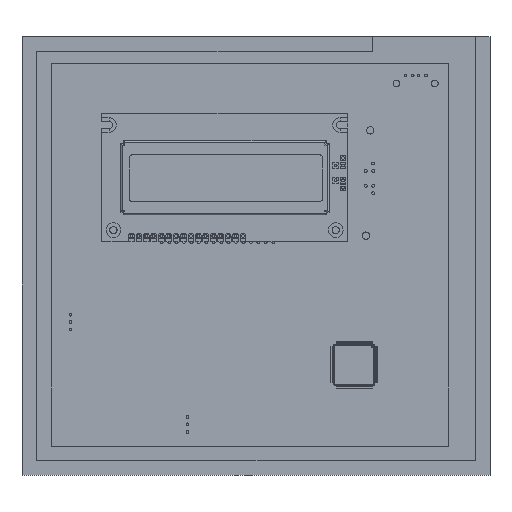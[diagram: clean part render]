
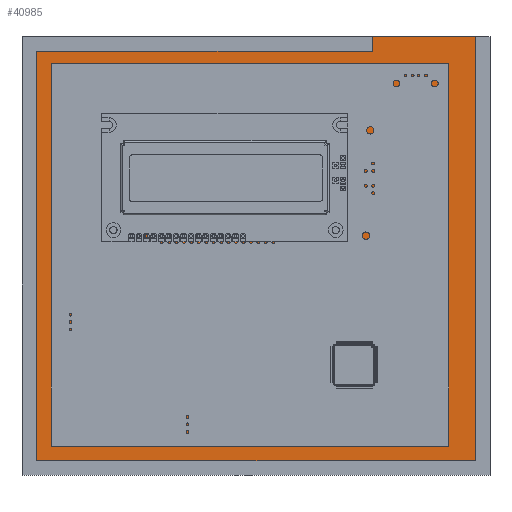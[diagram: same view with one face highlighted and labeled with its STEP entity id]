
A CAD part, top view. The second image highlights one B-rep face of the part: STEP entity #40985.
In plain terms, the highlighted planar face has unit normal (0, 0, 1).
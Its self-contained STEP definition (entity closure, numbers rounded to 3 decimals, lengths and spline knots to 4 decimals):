
#768=FACE_BOUND('',#6348,.T.);
#769=FACE_BOUND('',#6349,.T.);
#770=FACE_BOUND('',#6350,.T.);
#1997=CIRCLE('',#44400,0.05);
#1999=CIRCLE('',#44403,0.05);
#2001=CIRCLE('',#44406,0.05);
#4117=FACE_OUTER_BOUND('',#6347,.T.);
#6347=EDGE_LOOP('',(#35255,#35256,#35257,#35258,#35259,#35260));
#6348=EDGE_LOOP('',(#35261));
#6349=EDGE_LOOP('',(#35262));
#6350=EDGE_LOOP('',(#35263));
#10663=LINE('',#66633,#15003);
#10668=LINE('',#66642,#15008);
#10669=LINE('',#66645,#15009);
#10679=LINE('',#66678,#15019);
#10683=LINE('',#66685,#15023);
#10685=LINE('',#66688,#15025);
#15003=VECTOR('',#55442,0.3937);
#15008=VECTOR('',#55449,0.3937);
#15009=VECTOR('',#55452,0.3937);
#15019=VECTOR('',#55482,0.3937);
#15023=VECTOR('',#55488,0.3937);
#15025=VECTOR('',#55492,0.3937);
#18481=VERTEX_POINT('',#66629);
#18483=VERTEX_POINT('',#66632);
#18486=VERTEX_POINT('',#66640);
#18487=VERTEX_POINT('',#66644);
#18494=VERTEX_POINT('',#66660);
#18496=VERTEX_POINT('',#66666);
#18498=VERTEX_POINT('',#66672);
#18499=VERTEX_POINT('',#66676);
#18500=VERTEX_POINT('',#66677);
#24057=EDGE_CURVE('',#18483,#18481,#10663,.T.);
#24062=EDGE_CURVE('',#18481,#18486,#10668,.T.);
#24063=EDGE_CURVE('',#18483,#18487,#10669,.T.);
#24072=EDGE_CURVE('',#18494,#18494,#1997,.T.);
#24075=EDGE_CURVE('',#18496,#18496,#1999,.T.);
#24078=EDGE_CURVE('',#18498,#18498,#2001,.T.);
#24079=EDGE_CURVE('',#18499,#18500,#10679,.T.);
#24083=EDGE_CURVE('',#18500,#18487,#10683,.T.);
#24085=EDGE_CURVE('',#18486,#18499,#10685,.T.);
#35255=ORIENTED_EDGE('',*,*,#24062,.T.);
#35256=ORIENTED_EDGE('',*,*,#24085,.T.);
#35257=ORIENTED_EDGE('',*,*,#24079,.T.);
#35258=ORIENTED_EDGE('',*,*,#24083,.T.);
#35259=ORIENTED_EDGE('',*,*,#24063,.F.);
#35260=ORIENTED_EDGE('',*,*,#24057,.T.);
#35261=ORIENTED_EDGE('',*,*,#24072,.T.);
#35262=ORIENTED_EDGE('',*,*,#24075,.T.);
#35263=ORIENTED_EDGE('',*,*,#24078,.T.);
#36804=PLANE('',#44414);
#40985=ADVANCED_FACE('',(#4117,#768,#769,#770),#36804,.T.);
#44400=AXIS2_PLACEMENT_3D('',#66662,#55464,#55465);
#44403=AXIS2_PLACEMENT_3D('',#66668,#55471,#55472);
#44406=AXIS2_PLACEMENT_3D('',#66674,#55478,#55479);
#44414=AXIS2_PLACEMENT_3D('',#66706,#55510,#55511);
#55442=DIRECTION('',(0.,-1.,0.));
#55449=DIRECTION('',(-1.,0.,0.));
#55452=DIRECTION('',(1.,0.,0.));
#55464=DIRECTION('center_axis',(0.,0.,-1.));
#55465=DIRECTION('ref_axis',(-1.,0.,0.));
#55471=DIRECTION('center_axis',(0.,0.,-1.));
#55472=DIRECTION('ref_axis',(-1.,0.,0.));
#55478=DIRECTION('center_axis',(0.,0.,-1.));
#55479=DIRECTION('ref_axis',(-1.,0.,0.));
#55482=DIRECTION('',(1.,0.,0.));
#55488=DIRECTION('',(0.,1.,0.));
#55492=DIRECTION('',(0.,-1.,0.));
#55510=DIRECTION('center_axis',(0.,0.,1.));
#55511=DIRECTION('ref_axis',(1.,0.,0.));
#66629=CARTESIAN_POINT('',(4.3216,5.315,0.));
#66632=CARTESIAN_POINT('',(4.3216,5.5118,0.));
#66633=CARTESIAN_POINT('',(4.3216,5.5118,0.));
#66640=CARTESIAN_POINT('',(-0.1969,5.315,0.));
#66642=CARTESIAN_POINT('',(1.2795,5.315,0.));
#66644=CARTESIAN_POINT('',(5.7087,5.5118,0.));
#66645=CARTESIAN_POINT('',(1.9639,5.5118,0.));
#66660=CARTESIAN_POINT('',(0.2469,4.9213,0.));
#66662=CARTESIAN_POINT('Origin',(0.1969,4.9213,0.));
#66666=CARTESIAN_POINT('',(0.2469,0.1969,0.));
#66668=CARTESIAN_POINT('Origin',(0.1969,0.1969,0.));
#66672=CARTESIAN_POINT('',(5.1681,0.1969,0.));
#66674=CARTESIAN_POINT('Origin',(5.1181,0.1969,0.));
#66676=CARTESIAN_POINT('',(-0.1969,-0.1969,0.));
#66677=CARTESIAN_POINT('',(5.7087,-0.1969,0.));
#66678=CARTESIAN_POINT('',(4.2323,-0.1969,0.));
#66685=CARTESIAN_POINT('',(5.7087,3.937,0.));
#66688=CARTESIAN_POINT('',(-0.1969,1.1811,0.));
#66706=CARTESIAN_POINT('Origin',(2.7559,2.5591,0.));
